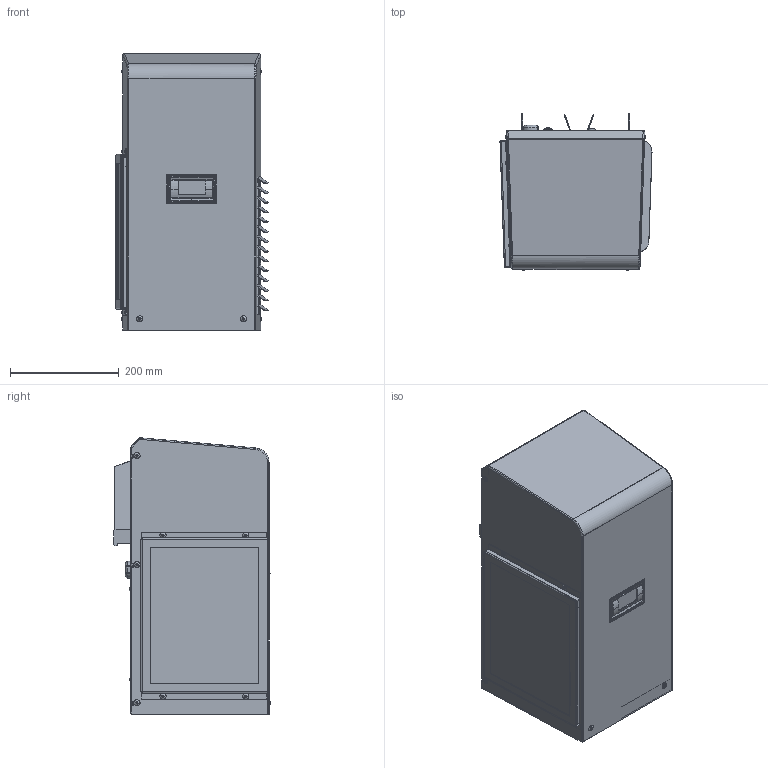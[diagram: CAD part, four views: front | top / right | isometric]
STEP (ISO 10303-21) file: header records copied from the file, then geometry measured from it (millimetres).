
FILE_DESCRIPTION (( 'STEP AP214' ), '1' );
FILE_NAME ('TA20-020-16-4X.STEP', '2020-03-17T15:25:14', ( '' ), ( '' ), 'SwSTEP 2.0', 'SolidWorks 2019', '' );
FILE_SCHEMA (( 'AUTOMOTIVE_DESIGN' ));
Length unit declared in the file: inch
Products named in the file (1): TA20-020-16-4X
Bounding box: 279.43 x 288.13 x 508.01 mm (x, y, z)
Volume: 6576035.9 mm3; surface area: 1777500.4 mm2
Topology: 52 solids, 52 shells, 2157 faces, 5576 edges, 3559 vertices
Faces by surface type: plane 1121, cylinder 737, bspline 197, cone 91, torus 8, sphere 3
Entity records: 79467 total; most frequent: CARTESIAN_POINT 23755, ORIENTED_EDGE 11058, DIRECTION 10039, EDGE_CURVE 5529, VERTEX_POINT 3557, AXIS2_PLACEMENT_3D 3393, VECTOR 3253, LINE 3253
